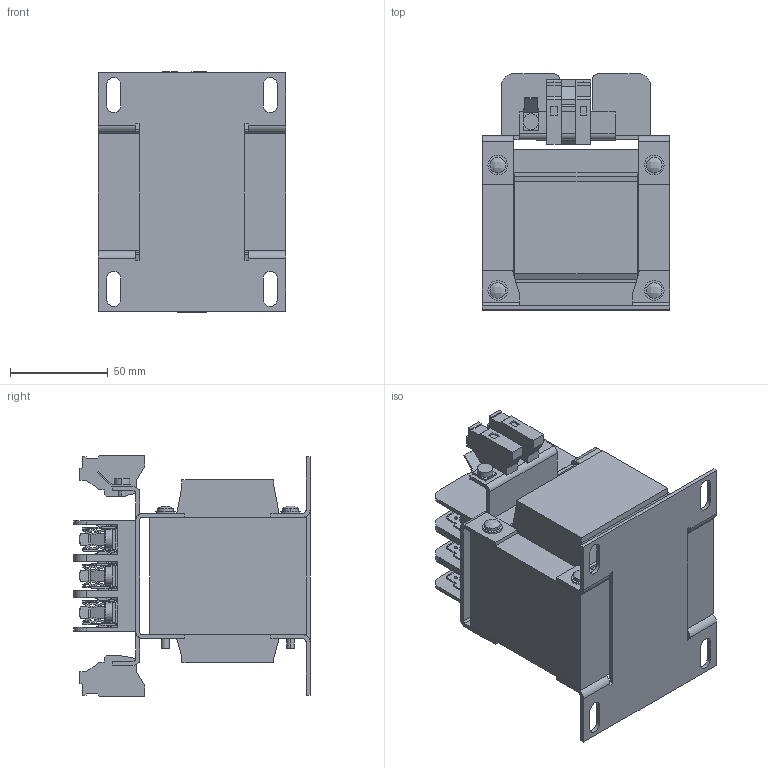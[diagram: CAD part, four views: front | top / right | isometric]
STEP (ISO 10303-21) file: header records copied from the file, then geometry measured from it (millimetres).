
FILE_DESCRIPTION (( 'STEP AP203' ), '1' );
FILE_NAME ('CT-025-060-12-1.step', '2024-10-31T17:04:52', ( '' ), ( '' ), 'SwSTEP 2.0', 'SolidWorks 2023', '' );
FILE_SCHEMA (( 'CONFIG_CONTROL_DESIGN' ));
Products named in the file (1): CT-025-060-12-1
Bounding box: 96 x 120.75 x 123 mm (x, y, z)
Volume: 676448.7 mm3; surface area: 143671.1 mm2
Topology: 2 solids, 8 shells, 1591 faces, 4676 edges, 3078 vertices
Faces by surface type: plane 1033, cylinder 524, cone 24, bspline 10
Entity records: 55451 total; most frequent: CARTESIAN_POINT 12752, ORIENTED_EDGE 9352, DIRECTION 8444, EDGE_CURVE 4676, VECTOR 3100, LINE 3100, VERTEX_POINT 3078, AXIS2_PLACEMENT_3D 2672
